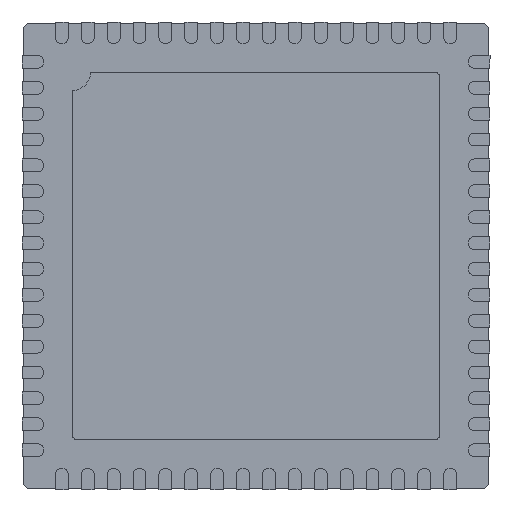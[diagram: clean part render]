
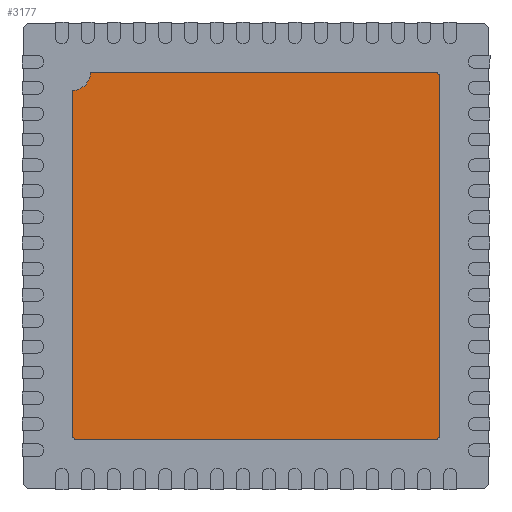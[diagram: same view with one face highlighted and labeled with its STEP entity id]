
A CAD part, front view. The second image highlights one B-rep face of the part: STEP entity #3177.
In plain terms, the highlighted planar face has unit normal (0, -1, 0).
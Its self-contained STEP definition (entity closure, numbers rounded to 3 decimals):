
#182 = VERTEX_POINT ( 'NONE', #5492 ) ;
#360 = AXIS2_PLACEMENT_3D ( 'NONE', #2803, #12328, #4185 ) ;
#449 = VERTEX_POINT ( 'NONE', #8761 ) ;
#453 = DIRECTION ( 'NONE',  ( 0., 0., 1. ) ) ;
#744 = VERTEX_POINT ( 'NONE', #10132 ) ;
#863 = VECTOR ( 'NONE', #11794, 1000. ) ;
#955 = VERTEX_POINT ( 'NONE', #7241 ) ;
#1047 = CIRCLE ( 'NONE', #10006, 0.1 ) ;
#1174 = EDGE_CURVE ( 'NONE', #2647, #7582, #2713, .T. ) ;
#1289 = LINE ( 'NONE', #10426, #863 ) ;
#1616 = ORIENTED_EDGE ( 'NONE', *, *, #15068, .F. ) ;
#1931 = EDGE_CURVE ( 'NONE', #16645, #955, #2429, .T. ) ;
#2026 = VECTOR ( 'NONE', #15545, 1000. ) ;
#2429 = CIRCLE ( 'NONE', #10565, 0.02 ) ;
#2647 = VERTEX_POINT ( 'NONE', #14698 ) ;
#2713 = CIRCLE ( 'NONE', #13209, 0.1 ) ;
#2803 = CARTESIAN_POINT ( 'NONE',  ( -3.178, 0., 3.53 ) ) ;
#2836 = DIRECTION ( 'NONE',  ( 0., 1., 0. ) ) ;
#2840 = DIRECTION ( 'NONE',  ( 0., -1., 0. ) ) ;
#3177 = ADVANCED_FACE ( 'NONE', ( #7262 ), #11295, .F. ) ;
#3244 = ORIENTED_EDGE ( 'NONE', *, *, #7056, .F. ) ;
#4185 = DIRECTION ( 'NONE',  ( 0., 0., 1. ) ) ;
#4300 = DIRECTION ( 'NONE',  ( 0., 1., 0. ) ) ;
#4571 = ORIENTED_EDGE ( 'NONE', *, *, #1174, .F. ) ;
#4613 = EDGE_CURVE ( 'NONE', #744, #2647, #5660, .T. ) ;
#5205 = CARTESIAN_POINT ( 'NONE',  ( 3.45, 0., 3.55 ) ) ;
#5492 = CARTESIAN_POINT ( 'NONE',  ( -3.178, 0., 3.55 ) ) ;
#5560 = CIRCLE ( 'NONE', #11682, 0.352 ) ;
#5660 = LINE ( 'NONE', #7345, #2026 ) ;
#6288 = EDGE_CURVE ( 'NONE', #13917, #16645, #13097, .T. ) ;
#6322 = DIRECTION ( 'NONE',  ( 0., 1., 0. ) ) ;
#6553 = CARTESIAN_POINT ( 'NONE',  ( -3.53, 0., 3.178 ) ) ;
#6718 = CARTESIAN_POINT ( 'NONE',  ( -3.55, 0., 3.178 ) ) ;
#7056 = EDGE_CURVE ( 'NONE', #955, #449, #5560, .T. ) ;
#7177 = CARTESIAN_POINT ( 'NONE',  ( -3.178, 0., 3.55 ) ) ;
#7212 = EDGE_CURVE ( 'NONE', #182, #17027, #14906, .T. ) ;
#7241 = CARTESIAN_POINT ( 'NONE',  ( -3.531, 0., 3.198 ) ) ;
#7262 = FACE_OUTER_BOUND ( 'NONE', #17133, .T. ) ;
#7345 = CARTESIAN_POINT ( 'NONE',  ( 3.55, 0., -3.45 ) ) ;
#7582 = VERTEX_POINT ( 'NONE', #8342 ) ;
#7629 = EDGE_CURVE ( 'NONE', #17027, #744, #1047, .T. ) ;
#7927 = DIRECTION ( 'NONE',  ( 0., 0., -1. ) ) ;
#8342 = CARTESIAN_POINT ( 'NONE',  ( 3.45, 0., -3.55 ) ) ;
#8628 = DIRECTION ( 'NONE',  ( 1., 0., 0. ) ) ;
#8647 = DIRECTION ( 'NONE',  ( 0., 1., 0. ) ) ;
#8761 = CARTESIAN_POINT ( 'NONE',  ( -3.198, 0., 3.531 ) ) ;
#8977 = CARTESIAN_POINT ( 'NONE',  ( -3.55, 0., -3.45 ) ) ;
#8983 = DIRECTION ( 'NONE',  ( 0., 0., 1. ) ) ;
#9447 = VECTOR ( 'NONE', #8983, 1000. ) ;
#9520 = CIRCLE ( 'NONE', #9701, 0.1 ) ;
#9701 = AXIS2_PLACEMENT_3D ( 'NONE', #10970, #2836, #12359 ) ;
#9824 = ORIENTED_EDGE ( 'NONE', *, *, #7212, .F. ) ;
#10006 = AXIS2_PLACEMENT_3D ( 'NONE', #12448, #4300, #13834 ) ;
#10080 = ORIENTED_EDGE ( 'NONE', *, *, #1931, .F. ) ;
#10132 = CARTESIAN_POINT ( 'NONE',  ( 3.55, 0., 3.45 ) ) ;
#10426 = CARTESIAN_POINT ( 'NONE',  ( -3.45, 0., -3.55 ) ) ;
#10565 = AXIS2_PLACEMENT_3D ( 'NONE', #6553, #16063, #7927 ) ;
#10911 = CARTESIAN_POINT ( 'NONE',  ( -3.45, 0., -3.55 ) ) ;
#10970 = CARTESIAN_POINT ( 'NONE',  ( -3.45, 0., -3.45 ) ) ;
#10973 = CARTESIAN_POINT ( 'NONE',  ( -3.55, 0., 3.55 ) ) ;
#11081 = ORIENTED_EDGE ( 'NONE', *, *, #6288, .F. ) ;
#11295 = PLANE ( 'NONE',  #16789 ) ;
#11386 = ORIENTED_EDGE ( 'NONE', *, *, #12595, .F. ) ;
#11682 = AXIS2_PLACEMENT_3D ( 'NONE', #10973, #2840, #12364 ) ;
#11794 = DIRECTION ( 'NONE',  ( -1., 0., 0. ) ) ;
#12328 = DIRECTION ( 'NONE',  ( 0., 1., 0. ) ) ;
#12359 = DIRECTION ( 'NONE',  ( 0., 0., 1. ) ) ;
#12364 = DIRECTION ( 'NONE',  ( 0., 0., 1. ) ) ;
#12448 = CARTESIAN_POINT ( 'NONE',  ( 3.45, 0., 3.45 ) ) ;
#12558 = ORIENTED_EDGE ( 'NONE', *, *, #13504, .F. ) ;
#12595 = EDGE_CURVE ( 'NONE', #7582, #12936, #1289, .T. ) ;
#12729 = ORIENTED_EDGE ( 'NONE', *, *, #4613, .F. ) ;
#12936 = VERTEX_POINT ( 'NONE', #10911 ) ;
#12992 = CARTESIAN_POINT ( 'NONE',  ( -3.55, 0., 3.178 ) ) ;
#13097 = LINE ( 'NONE', #12992, #9447 ) ;
#13209 = AXIS2_PLACEMENT_3D ( 'NONE', #14476, #6322, #15838 ) ;
#13214 = ORIENTED_EDGE ( 'NONE', *, *, #7629, .F. ) ;
#13504 = EDGE_CURVE ( 'NONE', #449, #182, #16532, .T. ) ;
#13834 = DIRECTION ( 'NONE',  ( 0., 0., 1. ) ) ;
#13917 = VERTEX_POINT ( 'NONE', #8977 ) ;
#14476 = CARTESIAN_POINT ( 'NONE',  ( 3.45, 0., -3.45 ) ) ;
#14698 = CARTESIAN_POINT ( 'NONE',  ( 3.55, 0., -3.45 ) ) ;
#14906 = LINE ( 'NONE', #7177, #17048 ) ;
#15068 = EDGE_CURVE ( 'NONE', #12936, #13917, #9520, .T. ) ;
#15545 = DIRECTION ( 'NONE',  ( 0., 0., -1. ) ) ;
#15838 = DIRECTION ( 'NONE',  ( 0., 0., 1. ) ) ;
#16063 = DIRECTION ( 'NONE',  ( 0., 1., 0. ) ) ;
#16532 = CIRCLE ( 'NONE', #360, 0.02 ) ;
#16645 = VERTEX_POINT ( 'NONE', #6718 ) ;
#16781 = CARTESIAN_POINT ( 'NONE',  ( 3.45, 0., -3.45 ) ) ;
#16789 = AXIS2_PLACEMENT_3D ( 'NONE', #16781, #8647, #453 ) ;
#17027 = VERTEX_POINT ( 'NONE', #5205 ) ;
#17048 = VECTOR ( 'NONE', #8628, 1000. ) ;
#17133 = EDGE_LOOP ( 'NONE', ( #4571, #12729, #13214, #9824, #12558, #3244, #10080, #11081, #1616, #11386 ) ) ;
